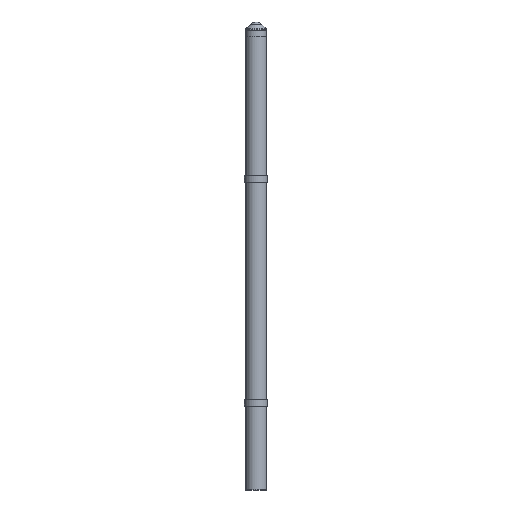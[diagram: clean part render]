
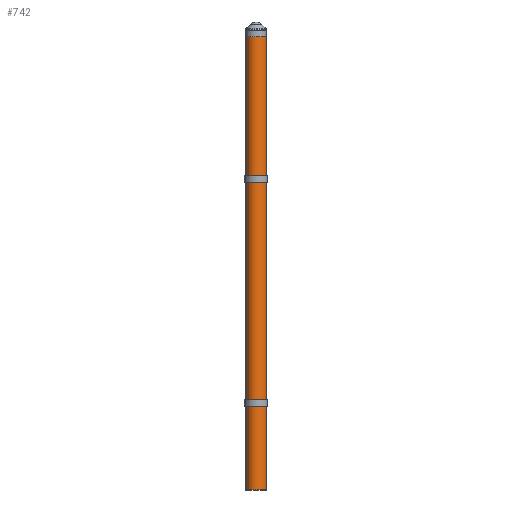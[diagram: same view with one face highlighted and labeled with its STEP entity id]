
A CAD part, left-side view. The second image highlights one B-rep face of the part: STEP entity #742.
In plain terms, the highlighted cylindrical face has radius 50.8 mm (diameter 101.6 mm), a partial arc.
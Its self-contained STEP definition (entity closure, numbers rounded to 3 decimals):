
#742 = ADVANCED_FACE ( 'NONE', ( #12355 ), #16407, .T. ) ;
#826 = CARTESIAN_POINT ( 'NONE',  ( 0., 1100., 50.8 ) ) ;
#926 = VERTEX_POINT ( 'NONE', #19875 ) ;
#1381 = EDGE_CURVE ( 'NONE', #926, #9172, #4261, .T. ) ;
#1419 = EDGE_CURVE ( 'NONE', #10160, #926, #8799, .T. ) ;
#1587 = DIRECTION ( 'NONE',  ( 0., 0., 1. ) ) ;
#2271 = CARTESIAN_POINT ( 'NONE',  ( 0., -1100., 50.8 ) ) ;
#3660 = CARTESIAN_POINT ( 'NONE',  ( 0., -1100., -50.8 ) ) ;
#4261 = LINE ( 'NONE', #826, #22006 ) ;
#5967 = AXIS2_PLACEMENT_3D ( 'NONE', #22177, #11869, #1587 ) ;
#6077 = CARTESIAN_POINT ( 'NONE',  ( 0., 1100., 0. ) ) ;
#7389 = DIRECTION ( 'NONE',  ( 0., 0., -1. ) ) ;
#7436 = VERTEX_POINT ( 'NONE', #3660 ) ;
#7786 = DIRECTION ( 'NONE',  ( 0., 0., 1. ) ) ;
#8603 = ORIENTED_EDGE ( 'NONE', *, *, #1381, .F. ) ;
#8799 = CIRCLE ( 'NONE', #16156, 50.8 ) ;
#9172 = VERTEX_POINT ( 'NONE', #2271 ) ;
#10160 = VERTEX_POINT ( 'NONE', #16530 ) ;
#11869 = DIRECTION ( 'NONE',  ( 0., 1., 0. ) ) ;
#12305 = DIRECTION ( 'NONE',  ( 0., -1., 0. ) ) ;
#12348 = VECTOR ( 'NONE', #12305, 1000. ) ;
#12355 = FACE_OUTER_BOUND ( 'NONE', #12402, .T. ) ;
#12402 = EDGE_LOOP ( 'NONE', ( #8603, #21741, #13073, #13489 ) ) ;
#12695 = EDGE_CURVE ( 'NONE', #7436, #9172, #12972, .T. ) ;
#12841 = DIRECTION ( 'NONE',  ( 0., -1., 0. ) ) ;
#12972 = CIRCLE ( 'NONE', #5967, 50.8 ) ;
#13073 = ORIENTED_EDGE ( 'NONE', *, *, #17246, .T. ) ;
#13489 = ORIENTED_EDGE ( 'NONE', *, *, #12695, .T. ) ;
#16156 = AXIS2_PLACEMENT_3D ( 'NONE', #6077, #18107, #7786 ) ;
#16407 = CYLINDRICAL_SURFACE ( 'NONE', #21305, 50.8 ) ;
#16530 = CARTESIAN_POINT ( 'NONE',  ( 0., 1100., -50.8 ) ) ;
#16903 = LINE ( 'NONE', #20727, #12348 ) ;
#17246 = EDGE_CURVE ( 'NONE', #10160, #7436, #16903, .T. ) ;
#18107 = DIRECTION ( 'NONE',  ( 0., 1., 0. ) ) ;
#19440 = DIRECTION ( 'NONE',  ( 0., -1., 0. ) ) ;
#19875 = CARTESIAN_POINT ( 'NONE',  ( 0., 1100., 50.8 ) ) ;
#20727 = CARTESIAN_POINT ( 'NONE',  ( 0., 1100., -50.8 ) ) ;
#21083 = CARTESIAN_POINT ( 'NONE',  ( 0., 1100., 0. ) ) ;
#21305 = AXIS2_PLACEMENT_3D ( 'NONE', #21083, #19440, #7389 ) ;
#21741 = ORIENTED_EDGE ( 'NONE', *, *, #1419, .F. ) ;
#22006 = VECTOR ( 'NONE', #12841, 1000. ) ;
#22177 = CARTESIAN_POINT ( 'NONE',  ( 0., -1100., 0. ) ) ;
